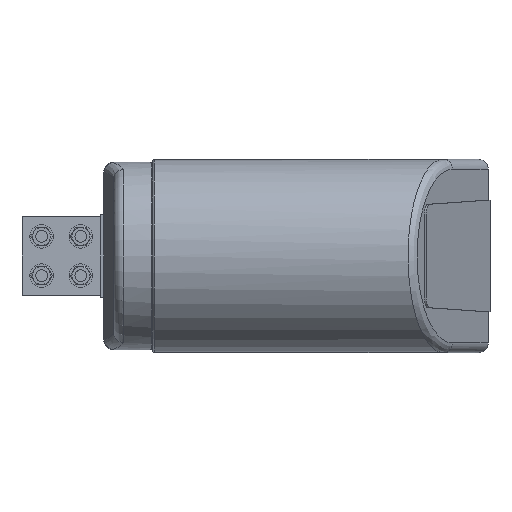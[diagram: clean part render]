
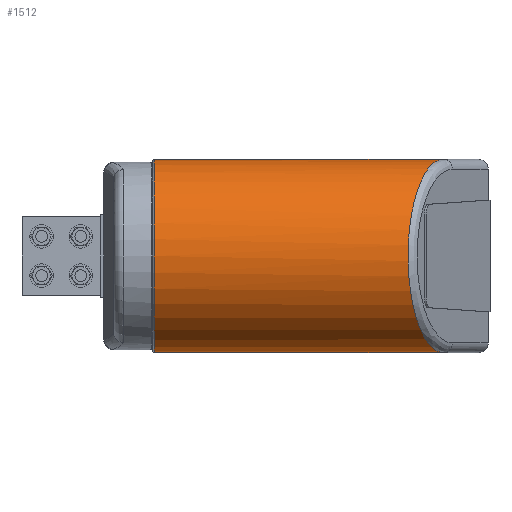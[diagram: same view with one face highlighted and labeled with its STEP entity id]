
A CAD part, left-side view. The second image highlights one B-rep face of the part: STEP entity #1512.
In plain terms, the highlighted cylindrical face has radius 98.5 mm (diameter 197 mm), a partial arc.
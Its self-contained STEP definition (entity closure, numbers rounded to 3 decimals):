
#1512 = ADVANCED_FACE ( 'NONE', ( #20611 ), #20601, .T. ) ;
#3577 =( BOUNDED_CURVE ( )  B_SPLINE_CURVE ( 3, ( #24959, #24962, #24963, #24964 ),
 .UNSPECIFIED., .F., .T. ) 
 B_SPLINE_CURVE_WITH_KNOTS ( ( 4, 4 ),
 ( 1.571, 4.712 ),
 .UNSPECIFIED. ) 
 CURVE ( )  GEOMETRIC_REPRESENTATION_ITEM ( )  RATIONAL_B_SPLINE_CURVE ( ( 1., 0.333, 0.333, 1. ) ) 
 REPRESENTATION_ITEM ( '' )  );
#4734 = EDGE_LOOP ( 'NONE', ( #32003, #32004, #32005, #32006 ) ) ;
#10623 = AXIS2_PLACEMENT_3D ( 'NONE', #26207, #26236, #26239 ) ;
#12100 = VECTOR ( 'NONE', #18419, 1000. ) ;
#12108 = LINE ( 'NONE', #18411, #12100 ) ;
#12177 = LINE ( 'NONE', #18620, #12178 ) ;
#12178 = VECTOR ( 'NONE', #18621, 1000. ) ;
#12566 = CIRCLE ( 'NONE', #10623, 98.5 ) ;
#18411 = CARTESIAN_POINT ( 'NONE',  ( -123.5, 392., -98.5 ) ) ;
#18419 = DIRECTION ( 'NONE',  ( 0., -1., 0. ) ) ;
#18620 = CARTESIAN_POINT ( 'NONE',  ( -123.5, 392., 98.5 ) ) ;
#18621 = DIRECTION ( 'NONE',  ( 0., -1., 0. ) ) ;
#20601 = CYLINDRICAL_SURFACE ( 'NONE', #28867, 98.5 ) ;
#20611 = FACE_OUTER_BOUND ( 'NONE', #4734, .T. ) ;
#24231 = DIRECTION ( 'NONE',  ( 0., 0., -1. ) ) ;
#24235 = CARTESIAN_POINT ( 'NONE',  ( -123.5, 392., 0. ) ) ;
#24236 = DIRECTION ( 'NONE',  ( 0., -1., 0. ) ) ;
#24959 = CARTESIAN_POINT ( 'NONE',  ( -123.5, 45.858, -98.5 ) ) ;
#24962 = CARTESIAN_POINT ( 'NONE',  ( -320.5, 117.615, -98.5 ) ) ;
#24963 = CARTESIAN_POINT ( 'NONE',  ( -320.5, 117.615, 98.5 ) ) ;
#24964 = CARTESIAN_POINT ( 'NONE',  ( -123.5, 45.858, 98.5 ) ) ;
#25408 = CARTESIAN_POINT ( 'NONE',  ( -123.5, 45.858, -98.5 ) ) ;
#25412 = CARTESIAN_POINT ( 'NONE',  ( -123.5, 45.858, 98.5 ) ) ;
#25458 = CARTESIAN_POINT ( 'NONE',  ( -123.5, 340.5, 98.5 ) ) ;
#25570 = CARTESIAN_POINT ( 'NONE',  ( -123.5, 340.5, -98.5 ) ) ;
#26207 = CARTESIAN_POINT ( 'NONE',  ( -123.5, 340.5, 0. ) ) ;
#26236 = DIRECTION ( 'NONE',  ( 0., -1., 0. ) ) ;
#26239 = DIRECTION ( 'NONE',  ( 0., 0., 1. ) ) ;
#28242 = EDGE_CURVE ( 'NONE', #31000, #30664, #12108, .T. ) ;
#28302 = EDGE_CURVE ( 'NONE', #30776, #30672, #12177, .T. ) ;
#28867 = AXIS2_PLACEMENT_3D ( 'NONE', #24235, #24236, #24231 ) ;
#28989 = EDGE_CURVE ( 'NONE', #30776, #31000, #12566, .T. ) ;
#29981 = EDGE_CURVE ( 'NONE', #30664, #30672, #3577, .T. ) ;
#30664 = VERTEX_POINT ( 'NONE', #25408 ) ;
#30672 = VERTEX_POINT ( 'NONE', #25412 ) ;
#30776 = VERTEX_POINT ( 'NONE', #25458 ) ;
#31000 = VERTEX_POINT ( 'NONE', #25570 ) ;
#32003 = ORIENTED_EDGE ( 'NONE', *, *, #28302, .F. ) ;
#32004 = ORIENTED_EDGE ( 'NONE', *, *, #28989, .T. ) ;
#32005 = ORIENTED_EDGE ( 'NONE', *, *, #28242, .T. ) ;
#32006 = ORIENTED_EDGE ( 'NONE', *, *, #29981, .T. ) ;
